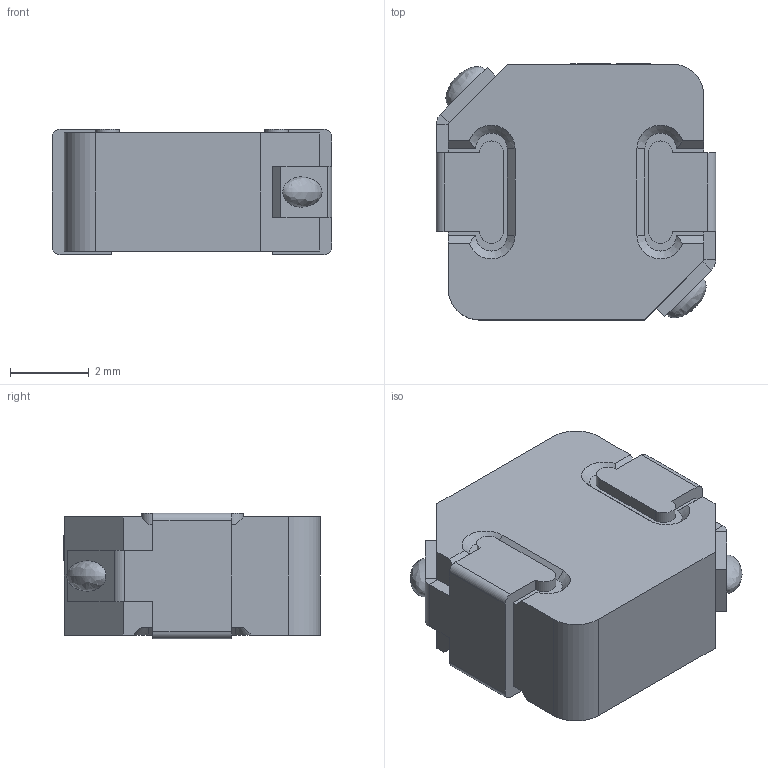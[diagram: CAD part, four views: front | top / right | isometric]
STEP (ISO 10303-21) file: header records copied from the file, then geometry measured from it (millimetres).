
FILE_DESCRIPTION (( 'STEP AP214' ), '1' );
FILE_NAME ('IND-SMD_L7.1-W6.5-H3.0.step', '2022-07-09T00:48:31', ( '' ), ( '' ), 'SwSTEP 2.0', 'SolidWorks 2020', '' );
FILE_SCHEMA (( 'AUTOMOTIVE_DESIGN' ));
Length unit declared in the file: millimetre
Products named in the file (1): IND-SMD_L7.1-W6.5-H3.0
Bounding box: 7.1 x 6.51 x 3.2 mm (x, y, z)
Volume: 125.3 mm3; surface area: 168.9 mm2
Topology: 1 solids, 1 shells, 365 faces, 1005 edges, 666 vertices
Faces by surface type: plane 231, bspline 114, cylinder 12, cone 8
Entity records: 16123 total; most frequent: CARTESIAN_POINT 4191, ORIENTED_EDGE 2002, DIRECTION 1309, EDGE_CURVE 1001, LINE 725, VECTOR 725, VERTEX_POINT 666, EDGE_LOOP 393
